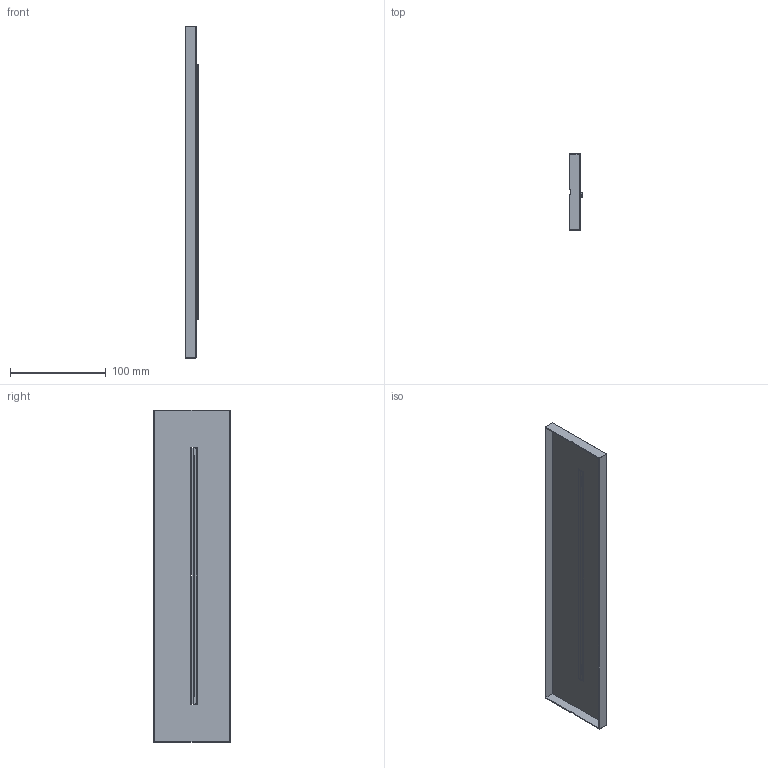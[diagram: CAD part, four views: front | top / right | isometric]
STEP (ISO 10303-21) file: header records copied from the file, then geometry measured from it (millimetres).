
FILE_DESCRIPTION(/* description */ ('Unknown'),/* implementation_level */ '2;1');
FILE_NAME(/* name */ 'M162',/* time_stamp */ '2020-05-11T15:13:22+02:00',/* author */ ('Unknown'),/* organization */ ('Unknown'),/* preprocessor_version */ 'ST-DEVELOPER v16.7',/* originating_system */ 'DEX',/* authorisation */ $);
FILE_SCHEMA (('AUTOMOTIVE_DESIGN {1 0 10303 214 3 1 1}'));
Length unit declared in the file: millimetre
Products named in the file (5): M162; E055096_00000PA_AF0_ASM; A067091_51300ZZ_AF0; A067092_51300ZZ_AF0; C127074_03800EP_AF0
Assembly tree (4 placements, depth 3):
  M162
    E055096_00000PA_AF0_ASM
      A067091_51300ZZ_AF0
      A067092_51300ZZ_AF0
    C127074_03800EP_AF0
Bounding box: 13.46 x 80 x 346 mm (x, y, z)
Volume: 37787.2 mm3; surface area: 76066.7 mm2
Topology: 3 solids, 3 shells, 94 faces, 241 edges, 147 vertices
Faces by surface type: plane 48, cylinder 34, bspline 8, sphere 4
Entity records: 3042 total; most frequent: CARTESIAN_POINT 694, ORIENTED_EDGE 470, DIRECTION 464, EDGE_CURVE 235, AXIS2_PLACEMENT_3D 158, LINE 148, VECTOR 148, VERTEX_POINT 147
